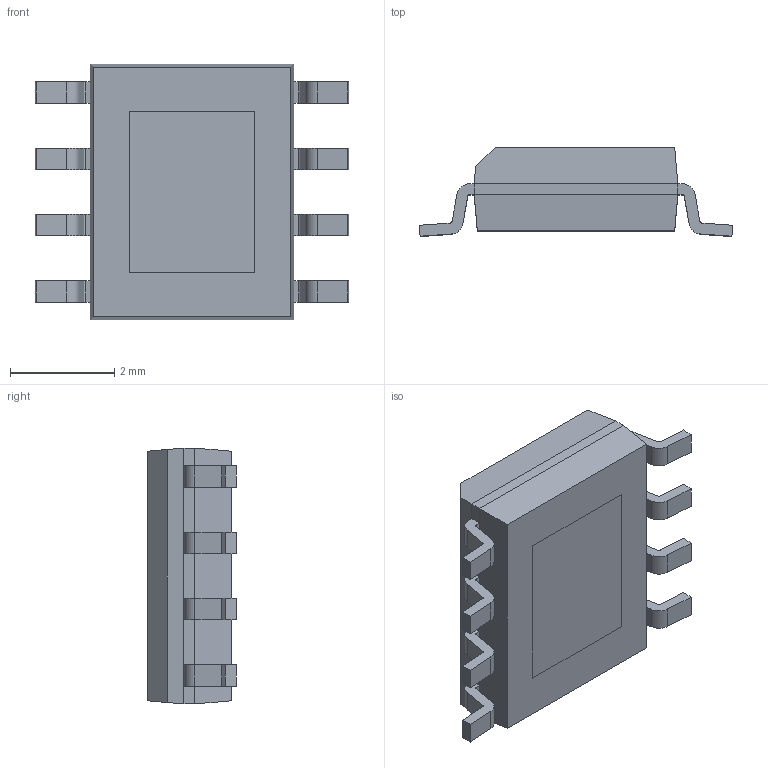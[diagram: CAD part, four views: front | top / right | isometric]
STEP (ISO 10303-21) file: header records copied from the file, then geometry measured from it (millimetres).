
FILE_DESCRIPTION (( 'STEP AP214' ), '1' );
FILE_NAME ('L5973D.STEP', '2023-03-15T10:43:36', ( '' ), ( '' ), 'SwSTEP 2.0', 'SolidWorks 2021', '' );
FILE_SCHEMA (( 'AUTOMOTIVE_DESIGN' ));
Length unit declared in the file: millimetre
Products named in the file (1): L5973D
Bounding box: 6 x 1.7 x 4.9 mm (x, y, z)
Volume: 30.6 mm3; surface area: 97.3 mm2
Topology: 10 solids, 10 shells, 138 faces, 343 edges, 226 vertices
Faces by surface type: plane 106, cylinder 32
Entity records: 4182 total; most frequent: CARTESIAN_POINT 708, ORIENTED_EDGE 686, DIRECTION 685, EDGE_CURVE 343, VECTOR 279, LINE 279, VERTEX_POINT 226, AXIS2_PLACEMENT_3D 203
